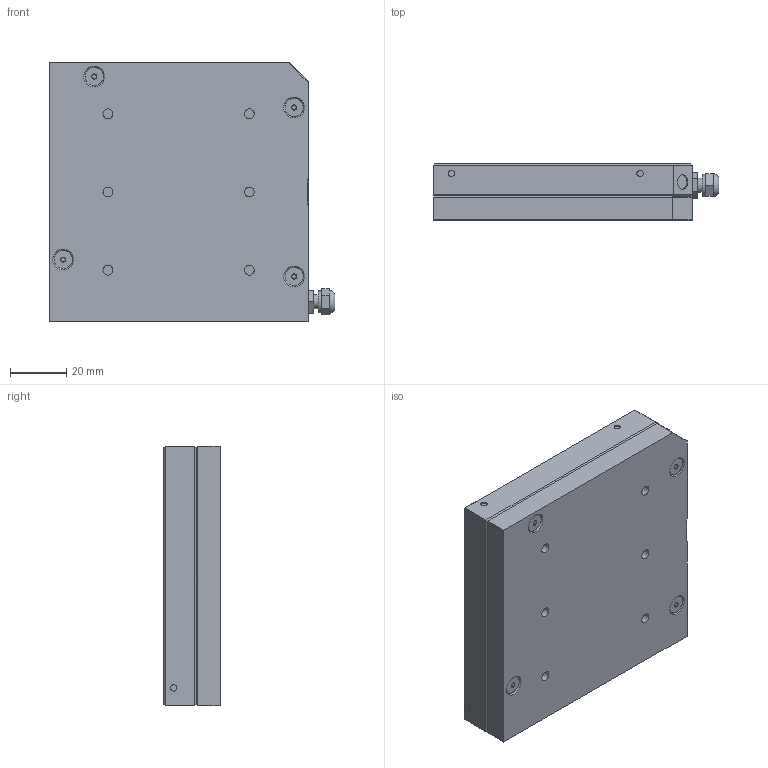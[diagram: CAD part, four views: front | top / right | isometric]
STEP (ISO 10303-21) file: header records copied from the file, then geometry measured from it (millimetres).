
FILE_DESCRIPTION (( 'STEP AP214' ), '1' );
FILE_NAME ('SK-9695 QE65LP-S-MB.STEP', '2021-12-14T16:44:58', ( '' ), ( '' ), 'SwSTEP 2.0', 'SolidWorks 2020', '' );
FILE_SCHEMA (( 'AUTOMOTIVE_DESIGN' ));
Length unit declared in the file: millimetre
Products named in the file (3): SK-9695 QE65LP-S-MB; 100294
Assembly tree (2 placements, depth 2):
  SK-9695 QE65LP-S-MB
    SK-9695 QE65LP-S-MB
    100294
Bounding box: 101.5 x 20 x 92 mm (x, y, z)
Volume: 164162.7 mm3; surface area: 26391.4 mm2
Topology: 3 solids, 6 shells, 2888 faces, 8253 edges, 5473 vertices
Faces by surface type: plane 2789, cone 47, cylinder 39, bspline 8, torus 5
Full cylindrical faces by diameter (mm): 2.261 x3, 3.264 x4, 3.3 x1, 3.505 x6, 4.039 x1, 4.4 x1, 5 x1, 5.105 x2, 6 x1, 6.477 x4, 7.8 x1
Entity records: 126728 total; most frequent: CARTESIAN_POINT 20272, ORIENTED_EDGE 16350, DIRECTION 14007, EDGE_CURVE 8175, LINE 7989, VECTOR 7989, VERTEX_POINT 5442, EDGE_LOOP 3025
